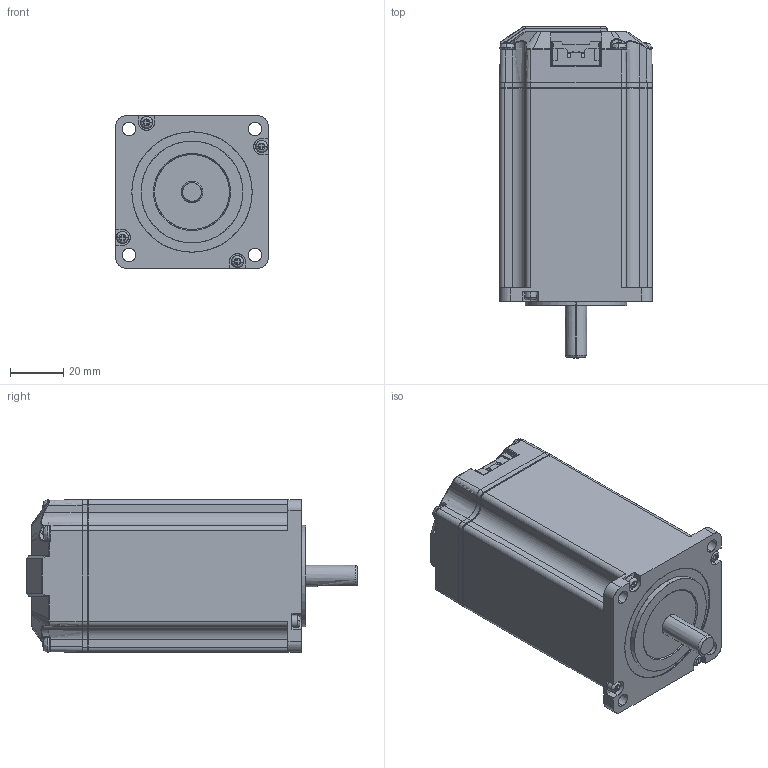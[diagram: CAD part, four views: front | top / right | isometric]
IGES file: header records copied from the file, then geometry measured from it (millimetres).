
Start section: SolidWorks IGES file using analytic representation for surfaces
Global section: file name: ess23-20.IGS; native system: SolidWorks 2016; preprocessor: SolidWorks 2016; author: JL-PC; date: 191101.155531; units: millimetre
Bounding box: 57.15 x 124.2 x 57.15 mm (x, y, z)
Surface area: 56423.2 mm2 (no closed solid volume)
Topology: 0 solids, 0 shells, 1663 faces, 14170 edges, 14170 vertices
Faces by surface type: bspline 1196, revolution 467
